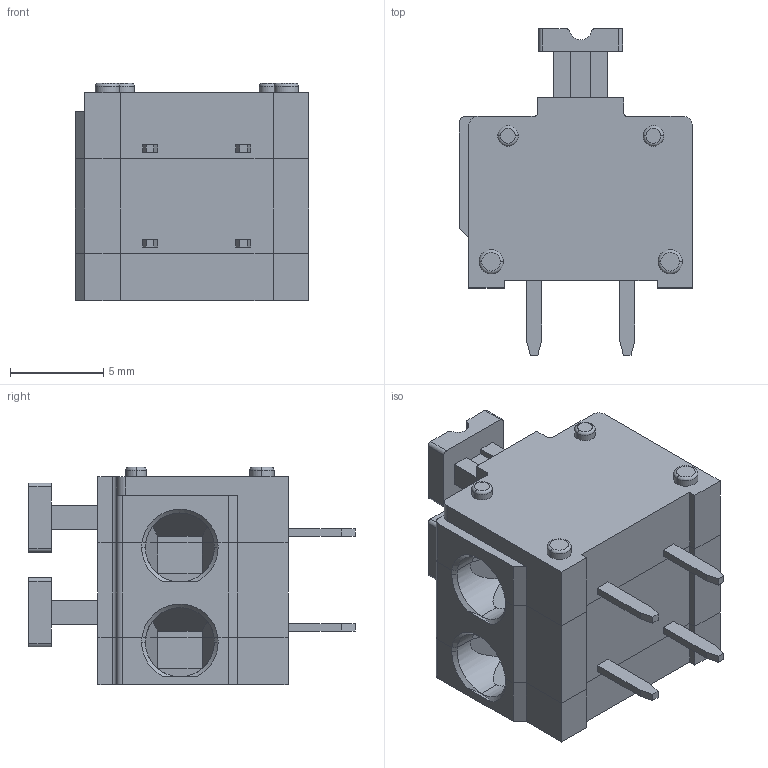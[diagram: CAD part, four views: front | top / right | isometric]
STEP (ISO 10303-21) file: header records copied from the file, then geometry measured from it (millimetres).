
FILE_DESCRIPTION(('STEP AP242'),'1');
FILE_NAME('691411510002.stp','2022-04-06T09:30:16',('TraceParts'),('TraceParts S.A.'),'Spatial InterOp 3D',' ',' ');
FILE_SCHEMA(('AP242_MANAGED_MODEL_BASED_3D_ENGINEERING_MIM_LF {1 0 10303 442 1 1 4}'));
Length unit declared in the file: millimetre
Products named in the file (1): 691411510002_1
Bounding box: 12.5 x 17.5 x 11.66 mm (x, y, z)
Volume: 1183.3 mm3; surface area: 1496.8 mm2
Topology: 3 solids, 3 shells, 500 faces, 1364 edges, 900 vertices
Faces by surface type: plane 409, cylinder 65, cone 18, torus 8
Entity records: 19708 total; most frequent: CARTESIAN_POINT 2851, ORIENTED_EDGE 2728, DIRECTION 2550, EDGE_CURVE 1364, LINE 1176, VECTOR 1176, VERTEX_POINT 900, AXIS2_PLACEMENT_3D 687
